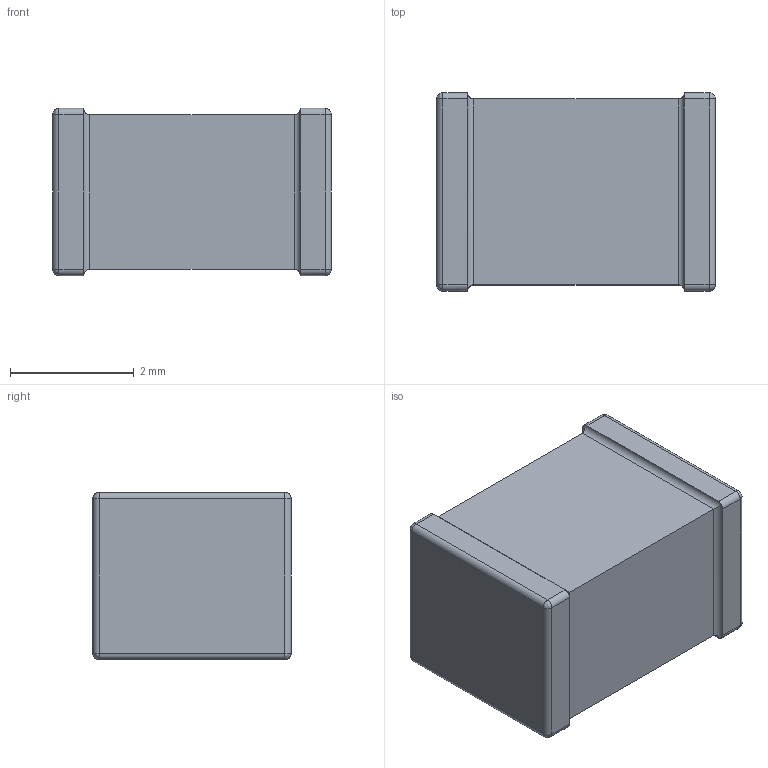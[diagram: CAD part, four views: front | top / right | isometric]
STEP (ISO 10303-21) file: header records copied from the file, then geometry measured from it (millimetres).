
FILE_DESCRIPTION (( 'STEP AP214' ), '1' );
FILE_NAME ('User Library-SG75.STEP', '2018-05-22T06:02:40', ( '' ), ( '' ), 'SwSTEP 2.0', 'SolidWorks 2018', '' );
FILE_SCHEMA (( 'AUTOMOTIVE_DESIGN' ));
Length unit declared in the file: millimetre
Products named in the file (1): User Library-SG75
Bounding box: 4.5 x 3.2 x 2.7 mm (x, y, z)
Volume: 34.9 mm3; surface area: 67.7 mm2
Topology: 1 solids, 1 shells, 46 faces, 108 edges, 56 vertices
Faces by surface type: cylinder 24, plane 14, bspline 8
Entity records: 1600 total; most frequent: CARTESIAN_POINT 491, ORIENTED_EDGE 200, DIRECTION 178, EDGE_CURVE 100, AXIS2_PLACEMENT_3D 63, VERTEX_POINT 56, VECTOR 52, LINE 52
